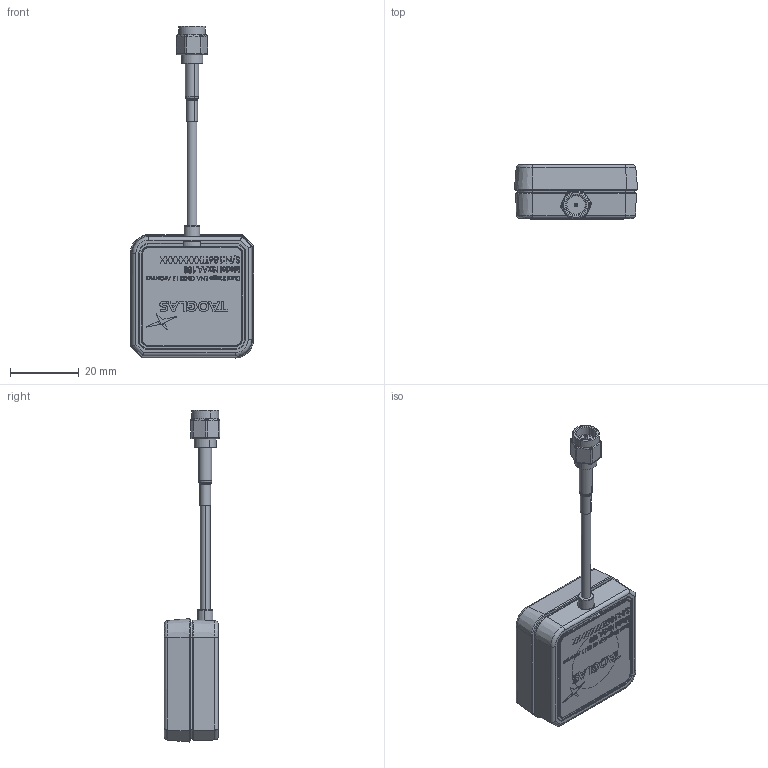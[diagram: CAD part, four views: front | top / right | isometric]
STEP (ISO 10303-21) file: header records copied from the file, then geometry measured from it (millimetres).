
FILE_DESCRIPTION (( 'STEP AP203' ), '1' );
FILE_NAME ('AA.186.301111_Web.STEP', '2025-05-08T00:52:39', ( '' ), ( '' ), 'SwSTEP 2.0', 'SolidWorks 2024', '' );
FILE_SCHEMA (( 'CONFIG_CONTROL_DESIGN' ));
Length unit declared in the file: millimetre
Products named in the file (1): AA.186.301111_Web
Bounding box: 35.74 x 16.01 x 96.23 mm (x, y, z)
Surface area: 6545.6 mm2 (no closed solid volume)
Topology: 0 solids, 66 shells, 762 faces, 2873 edges, 2156 vertices
Faces by surface type: plane 492, bspline 123, cylinder 95, cone 22, torus 16, sphere 14
Entity records: 38448 total; most frequent: CARTESIAN_POINT 16577, ORIENTED_EDGE 4131, DIRECTION 3724, EDGE_CURVE 2857, VERTEX_POINT 2155, VECTOR 2066, LINE 2066, AXIS2_PLACEMENT_3D 829
